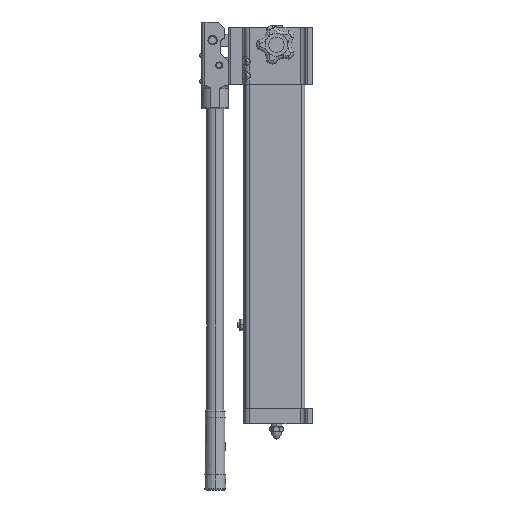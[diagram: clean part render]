
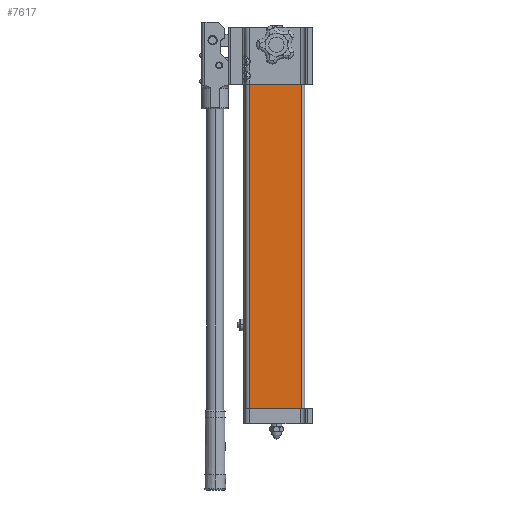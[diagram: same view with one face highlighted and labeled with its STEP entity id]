
A CAD part, left-side view. The second image highlights one B-rep face of the part: STEP entity #7617.
In plain terms, the highlighted planar face has unit normal (-1, 0, 0).
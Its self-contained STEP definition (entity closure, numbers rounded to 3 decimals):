
#296 = EDGE_CURVE ( 'NONE', #9346, #10094, #12823, .T. ) ;
#829 = ORIENTED_EDGE ( 'NONE', *, *, #296, .F. ) ;
#1321 = PLANE ( 'NONE',  #8765 ) ;
#1553 = CARTESIAN_POINT ( 'NONE',  ( -29.5, 35.523, -501. ) ) ;
#1744 = LINE ( 'NONE', #5344, #2689 ) ;
#2437 = EDGE_CURVE ( 'NONE', #10094, #5591, #5141, .T. ) ;
#2689 = VECTOR ( 'NONE', #8638, 1000. ) ;
#2750 = VECTOR ( 'NONE', #11846, 1000. ) ;
#3379 = DIRECTION ( 'NONE',  ( 1., 0., 0. ) ) ;
#4000 = CARTESIAN_POINT ( 'NONE',  ( -29.5, -33.276, -501. ) ) ;
#4982 = EDGE_CURVE ( 'NONE', #9346, #7038, #6525, .T. ) ;
#5141 = LINE ( 'NONE', #8842, #2750 ) ;
#5344 = CARTESIAN_POINT ( 'NONE',  ( -29.5, 35.523, -75. ) ) ;
#5527 = CARTESIAN_POINT ( 'NONE',  ( -29.5, 35.523, -501. ) ) ;
#5591 = VERTEX_POINT ( 'NONE', #11047 ) ;
#6438 = ORIENTED_EDGE ( 'NONE', *, *, #4982, .T. ) ;
#6525 = LINE ( 'NONE', #10279, #11612 ) ;
#6672 = DIRECTION ( 'NONE',  ( 0., 1., 0. ) ) ;
#7038 = VERTEX_POINT ( 'NONE', #7426 ) ;
#7208 = EDGE_CURVE ( 'NONE', #7038, #5591, #1744, .T. ) ;
#7426 = CARTESIAN_POINT ( 'NONE',  ( -29.5, -33.276, -75. ) ) ;
#7617 = ADVANCED_FACE ( 'NONE', ( #13251 ), #1321, .F. ) ;
#8638 = DIRECTION ( 'NONE',  ( 0., 1., 0. ) ) ;
#8765 = AXIS2_PLACEMENT_3D ( 'NONE', #9529, #3379, #10533 ) ;
#8842 = CARTESIAN_POINT ( 'NONE',  ( -29.5, 35.523, -501. ) ) ;
#9346 = VERTEX_POINT ( 'NONE', #4000 ) ;
#9529 = CARTESIAN_POINT ( 'NONE',  ( -29.5, 35.523, -501. ) ) ;
#9785 = VECTOR ( 'NONE', #6672, 1000. ) ;
#10094 = VERTEX_POINT ( 'NONE', #5527 ) ;
#10279 = CARTESIAN_POINT ( 'NONE',  ( -29.5, -33.276, -501. ) ) ;
#10533 = DIRECTION ( 'NONE',  ( 0., 1., 0. ) ) ;
#10574 = EDGE_LOOP ( 'NONE', ( #13149, #12077, #829, #6438 ) ) ;
#11047 = CARTESIAN_POINT ( 'NONE',  ( -29.5, 35.523, -75. ) ) ;
#11612 = VECTOR ( 'NONE', #12344, 1000. ) ;
#11846 = DIRECTION ( 'NONE',  ( 0., 0., 1. ) ) ;
#12077 = ORIENTED_EDGE ( 'NONE', *, *, #2437, .F. ) ;
#12344 = DIRECTION ( 'NONE',  ( 0., 0., 1. ) ) ;
#12823 = LINE ( 'NONE', #1553, #9785 ) ;
#13149 = ORIENTED_EDGE ( 'NONE', *, *, #7208, .T. ) ;
#13251 = FACE_OUTER_BOUND ( 'NONE', #10574, .T. ) ;
